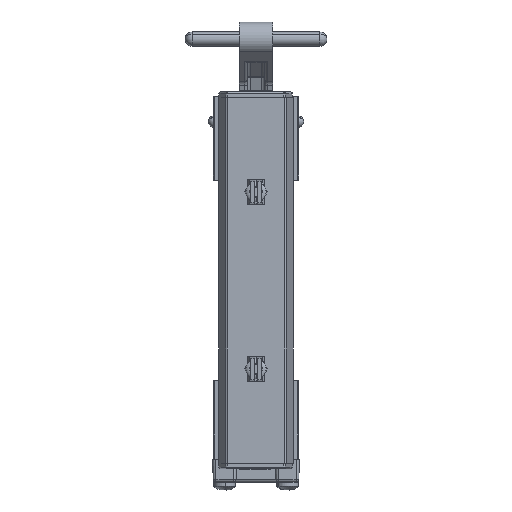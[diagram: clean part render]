
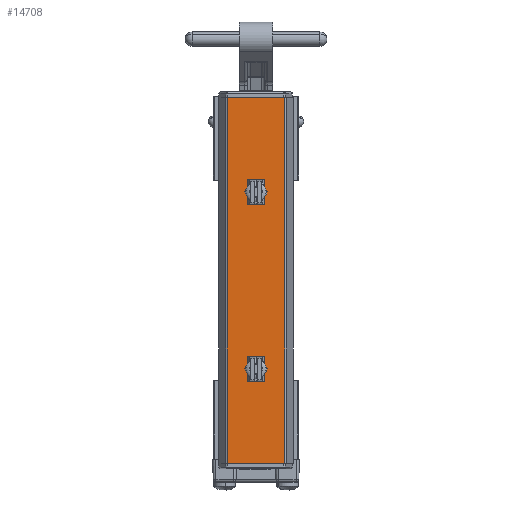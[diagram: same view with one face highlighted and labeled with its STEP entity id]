
A CAD part, front view. The second image highlights one B-rep face of the part: STEP entity #14708.
In plain terms, the highlighted planar face has unit normal (0, -1, 0).
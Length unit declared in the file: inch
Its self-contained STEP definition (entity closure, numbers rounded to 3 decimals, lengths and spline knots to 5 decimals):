
#1172 = VERTEX_POINT ( 'NONE', #7050 ) ;
#2382 = DIRECTION ( 'NONE',  ( 1., 0., 0. ) ) ;
#4176 = AXIS2_PLACEMENT_3D ( 'NONE', #37727, #56821, #13889 ) ;
#5080 = CARTESIAN_POINT ( 'NONE',  ( 0., 0., 1.9375 ) ) ;
#5229 = DIRECTION ( 'NONE',  ( 1., 0., 0. ) ) ;
#6680 = AXIS2_PLACEMENT_3D ( 'NONE', #7549, #26665, #45789 ) ;
#6904 = CARTESIAN_POINT ( 'NONE',  ( 0.63283, 0., -4. ) ) ;
#7050 = CARTESIAN_POINT ( 'NONE',  ( 0.63283, 0., -4. ) ) ;
#7501 = EDGE_LOOP ( 'NONE', ( #12542, #43863 ) ) ;
#7549 = CARTESIAN_POINT ( 'NONE',  ( -0.65625, 0., -4. ) ) ;
#10230 = EDGE_CURVE ( 'NONE', #45891, #42720, #38406, .T. ) ;
#10296 = LINE ( 'NONE', #29416, #32352 ) ;
#11399 = AXIS2_PLACEMENT_3D ( 'NONE', #12223, #26629, #45751 ) ;
#12223 = CARTESIAN_POINT ( 'NONE',  ( 0., 0., 1.9375 ) ) ;
#12258 = FACE_BOUND ( 'NONE', #17767, .T. ) ;
#12542 = ORIENTED_EDGE ( 'NONE', *, *, #29117, .T. ) ;
#13180 = CARTESIAN_POINT ( 'NONE',  ( 0., 0., -1.9375 ) ) ;
#13889 = DIRECTION ( 'NONE',  ( 0., 0., 1. ) ) ;
#14708 = ADVANCED_FACE ( 'NONE', ( #55165, #12258, #31375 ), #50485, .T. ) ;
#15963 = CARTESIAN_POINT ( 'NONE',  ( 0.63283, 0., 4. ) ) ;
#17767 = EDGE_LOOP ( 'NONE', ( #25098, #61502 ) ) ;
#19095 = CIRCLE ( 'NONE', #27129, 0.15625 ) ;
#19298 = VERTEX_POINT ( 'NONE', #39533 ) ;
#19872 = AXIS2_PLACEMENT_3D ( 'NONE', #13180, #32307, #51414 ) ;
#20410 = EDGE_CURVE ( 'NONE', #23683, #19298, #46915, .T. ) ;
#21782 = CARTESIAN_POINT ( 'NONE',  ( 0., 0., -2.09375 ) ) ;
#22114 = CARTESIAN_POINT ( 'NONE',  ( -0.63283, 0., 4. ) ) ;
#23180 = CIRCLE ( 'NONE', #4176, 0.15625 ) ;
#23683 = VERTEX_POINT ( 'NONE', #21782 ) ;
#24181 = DIRECTION ( 'NONE',  ( 0., 1., 0. ) ) ;
#25098 = ORIENTED_EDGE ( 'NONE', *, *, #10230, .T. ) ;
#26019 = DIRECTION ( 'NONE',  ( 0., 0., 1. ) ) ;
#26194 = LINE ( 'NONE', #45315, #44717 ) ;
#26629 = DIRECTION ( 'NONE',  ( 0., 1., 0. ) ) ;
#26665 = DIRECTION ( 'NONE',  ( 0., -1., 0. ) ) ;
#27129 = AXIS2_PLACEMENT_3D ( 'NONE', #5080, #24181, #43311 ) ;
#28343 = EDGE_CURVE ( 'NONE', #42720, #45891, #19095, .T. ) ;
#29034 = LINE ( 'NONE', #48160, #29731 ) ;
#29117 = EDGE_CURVE ( 'NONE', #19298, #23683, #23180, .T. ) ;
#29416 = CARTESIAN_POINT ( 'NONE',  ( -0.63283, 0., -4. ) ) ;
#29731 = VECTOR ( 'NONE', #5229, 39.37008 ) ;
#30433 = CARTESIAN_POINT ( 'NONE',  ( 0., 0., 2.09375 ) ) ;
#31195 = EDGE_CURVE ( 'NONE', #31773, #33812, #10296, .T. ) ;
#31375 = FACE_OUTER_BOUND ( 'NONE', #53025, .T. ) ;
#31773 = VERTEX_POINT ( 'NONE', #22114 ) ;
#32307 = DIRECTION ( 'NONE',  ( 0., 1., 0. ) ) ;
#32352 = VECTOR ( 'NONE', #48541, 39.37008 ) ;
#33812 = VERTEX_POINT ( 'NONE', #44588 ) ;
#35491 = ORIENTED_EDGE ( 'NONE', *, *, #43763, .T. ) ;
#37727 = CARTESIAN_POINT ( 'NONE',  ( 0., 0., -1.9375 ) ) ;
#38406 = CIRCLE ( 'NONE', #11399, 0.15625 ) ;
#39008 = EDGE_CURVE ( 'NONE', #31773, #52972, #29034, .T. ) ;
#39533 = CARTESIAN_POINT ( 'NONE',  ( 0., 0., -1.78125 ) ) ;
#42720 = VERTEX_POINT ( 'NONE', #47580 ) ;
#43311 = DIRECTION ( 'NONE',  ( 0., 0., 1. ) ) ;
#43763 = EDGE_CURVE ( 'NONE', #1172, #52972, #49838, .T. ) ;
#43863 = ORIENTED_EDGE ( 'NONE', *, *, #20410, .T. ) ;
#44588 = CARTESIAN_POINT ( 'NONE',  ( -0.63283, 0., -4. ) ) ;
#44717 = VECTOR ( 'NONE', #2382, 39.37008 ) ;
#45315 = CARTESIAN_POINT ( 'NONE',  ( -0.65625, 0., -4. ) ) ;
#45751 = DIRECTION ( 'NONE',  ( 0., 0., 1. ) ) ;
#45789 = DIRECTION ( 'NONE',  ( 0., 0., -1. ) ) ;
#45891 = VERTEX_POINT ( 'NONE', #30433 ) ;
#46915 = CIRCLE ( 'NONE', #19872, 0.15625 ) ;
#47580 = CARTESIAN_POINT ( 'NONE',  ( 0., 0., 1.78125 ) ) ;
#48160 = CARTESIAN_POINT ( 'NONE',  ( -0.65625, 0., 4. ) ) ;
#48494 = EDGE_CURVE ( 'NONE', #33812, #1172, #26194, .T. ) ;
#48541 = DIRECTION ( 'NONE',  ( 0., 0., -1. ) ) ;
#49838 = LINE ( 'NONE', #6904, #54140 ) ;
#50485 = PLANE ( 'NONE',  #6680 ) ;
#51414 = DIRECTION ( 'NONE',  ( 0., 0., 1. ) ) ;
#52972 = VERTEX_POINT ( 'NONE', #15963 ) ;
#53025 = EDGE_LOOP ( 'NONE', ( #54611, #58053, #60666, #35491 ) ) ;
#54140 = VECTOR ( 'NONE', #26019, 39.37008 ) ;
#54611 = ORIENTED_EDGE ( 'NONE', *, *, #39008, .F. ) ;
#55165 = FACE_BOUND ( 'NONE', #7501, .T. ) ;
#56821 = DIRECTION ( 'NONE',  ( 0., 1., 0. ) ) ;
#58053 = ORIENTED_EDGE ( 'NONE', *, *, #31195, .T. ) ;
#60666 = ORIENTED_EDGE ( 'NONE', *, *, #48494, .T. ) ;
#61502 = ORIENTED_EDGE ( 'NONE', *, *, #28343, .T. ) ;
